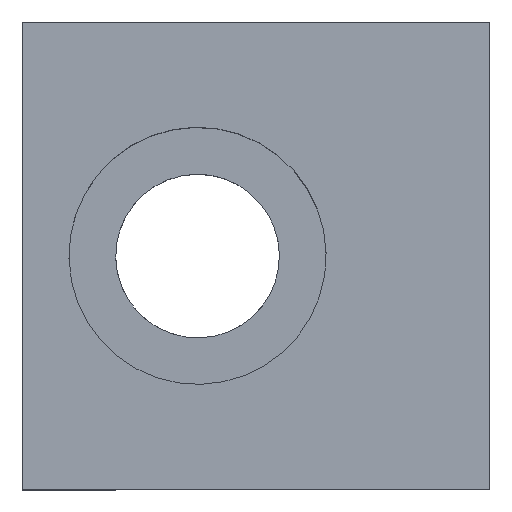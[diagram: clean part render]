
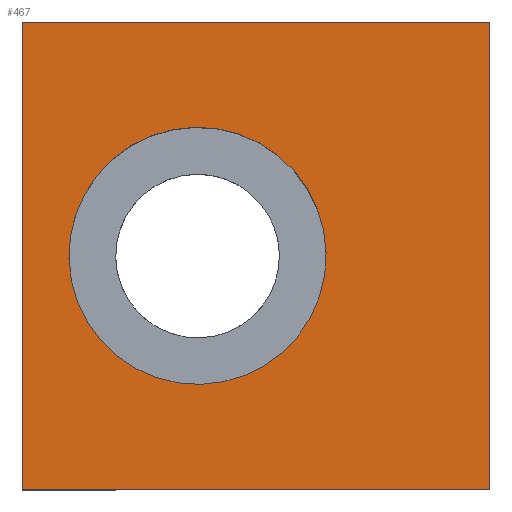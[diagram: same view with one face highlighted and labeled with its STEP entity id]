
A CAD part, top view. The second image highlights one B-rep face of the part: STEP entity #467.
In plain terms, the highlighted planar face has unit normal (0, 0, 1).
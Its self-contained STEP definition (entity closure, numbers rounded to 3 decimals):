
#233=CARTESIAN_POINT('Vertex',(-7.5,10.,7.)) ;
#236=CARTESIAN_POINT('Line Origine',(2.5,10.,7.)) ;
#240=CARTESIAN_POINT('Vertex',(12.5,10.,7.)) ;
#349=CARTESIAN_POINT('Vertex',(-7.5,-10.,7.)) ;
#352=CARTESIAN_POINT('Line Origine',(-7.5,0.,7.)) ;
#369=CARTESIAN_POINT('Line Origine',(12.5,0.,7.)) ;
#373=CARTESIAN_POINT('Vertex',(12.5,-10.,7.)) ;
#417=CARTESIAN_POINT('Line Origine',(2.5,-10.,7.)) ;
#438=CARTESIAN_POINT('Axis2P3D Location',(12.5,0.,7.)) ;
#449=CARTESIAN_POINT('Axis2P3D Location',(0.,0.,7.)) ;
#453=CARTESIAN_POINT('Vertex',(-4.827,2.637,7.)) ;
#455=CARTESIAN_POINT('Vertex',(4.827,-2.637,7.)) ;
#458=CARTESIAN_POINT('Axis2P3D Location',(0.,0.,7.)) ;
#237=DIRECTION('Vector Direction',(-1.,0.,0.)) ;
#353=DIRECTION('Vector Direction',(0.,1.,0.)) ;
#370=DIRECTION('Vector Direction',(0.,1.,0.)) ;
#418=DIRECTION('Vector Direction',(-1.,0.,0.)) ;
#439=DIRECTION('Axis2P3D Direction',(0.,0.,-1.)) ;
#440=DIRECTION('Axis2P3D XDirection',(-1.,0.,0.)) ;
#450=DIRECTION('Axis2P3D Direction',(0.,0.,-1.)) ;
#459=DIRECTION('Axis2P3D Direction',(0.,0.,-1.)) ;
#441=AXIS2_PLACEMENT_3D('Plane Axis2P3D',#438,#439,#440) ;
#451=AXIS2_PLACEMENT_3D('Circle Axis2P3D',#449,#450,$) ;
#460=AXIS2_PLACEMENT_3D('Circle Axis2P3D',#458,#459,$) ;
#444=ORIENTED_EDGE('',*,*,#375,.T.) ;
#445=ORIENTED_EDGE('',*,*,#242,.T.) ;
#446=ORIENTED_EDGE('',*,*,#356,.F.) ;
#447=ORIENTED_EDGE('',*,*,#421,.F.) ;
#464=ORIENTED_EDGE('',*,*,#457,.T.) ;
#465=ORIENTED_EDGE('',*,*,#462,.T.) ;
#466=FACE_BOUND('',#463,.T.) ;
#238=VECTOR('Line Direction',#237,1.) ;
#354=VECTOR('Line Direction',#353,1.) ;
#371=VECTOR('Line Direction',#370,1.) ;
#419=VECTOR('Line Direction',#418,1.) ;
#467=ADVANCED_FACE('PartBody',(#448,#466),#442,.F.) ;
#452=CIRCLE('generated circle',#451,5.5) ;
#461=CIRCLE('generated circle',#460,5.5) ;
#242=EDGE_CURVE('',#241,#234,#239,.T.) ;
#356=EDGE_CURVE('',#350,#234,#355,.T.) ;
#375=EDGE_CURVE('',#374,#241,#372,.T.) ;
#421=EDGE_CURVE('',#374,#350,#420,.T.) ;
#457=EDGE_CURVE('',#454,#456,#452,.T.) ;
#462=EDGE_CURVE('',#456,#454,#461,.T.) ;
#443=EDGE_LOOP('',(#444,#445,#446,#447)) ;
#463=EDGE_LOOP('',(#464,#465)) ;
#448=FACE_OUTER_BOUND('',#443,.T.) ;
#239=LINE('Line',#236,#238) ;
#355=LINE('Line',#352,#354) ;
#372=LINE('Line',#369,#371) ;
#420=LINE('Line',#417,#419) ;
#442=PLANE('Plane',#441) ;
#234=VERTEX_POINT('',#233) ;
#241=VERTEX_POINT('',#240) ;
#350=VERTEX_POINT('',#349) ;
#374=VERTEX_POINT('',#373) ;
#454=VERTEX_POINT('',#453) ;
#456=VERTEX_POINT('',#455) ;
